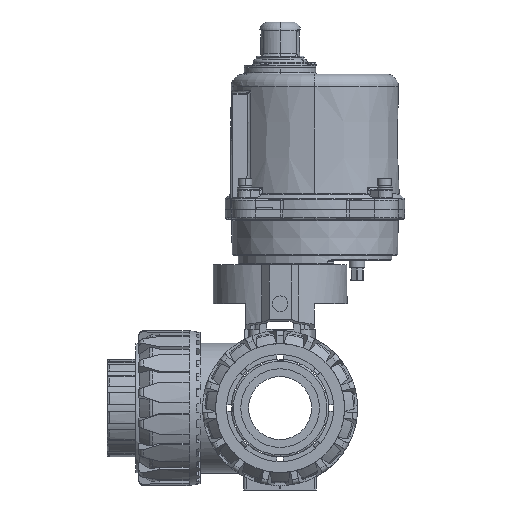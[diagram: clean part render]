
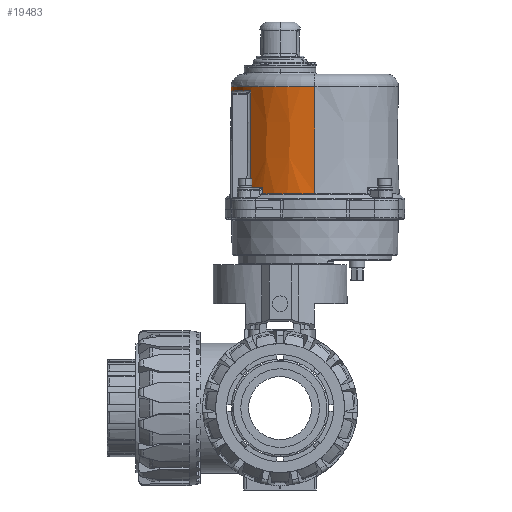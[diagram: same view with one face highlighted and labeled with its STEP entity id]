
A CAD part, front view. The second image highlights one B-rep face of the part: STEP entity #19483.
In plain terms, the highlighted conical face has half-angle 0.3 degrees and reference radius 53.499 mm.
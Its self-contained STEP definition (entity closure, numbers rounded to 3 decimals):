
#2546 = CARTESIAN_POINT ( 'NONE',  ( -31.012, -2.197, 201.492 ) ) ;
#3624 = CARTESIAN_POINT ( 'NONE',  ( 22.1, -53.499, 136.227 ) ) ;
#5322 = CARTESIAN_POINT ( 'NONE',  ( 22.1, -53.499, 136.227 ) ) ;
#5695 = CARTESIAN_POINT ( 'NONE',  ( -11.007, -42.003, 139.332 ) ) ;
#6278 = B_SPLINE_CURVE_WITH_KNOTS ( 'NONE', 3,
 ( #58385, #68993, #5695, #101396 ),
 .UNSPECIFIED., .F., .F.,
 ( 4, 4 ),
 ( 0., 1. ),
 .UNSPECIFIED. ) ;
#8432 = ORIENTED_EDGE ( 'NONE', *, *, #79681, .T. ) ;
#10582 = EDGE_CURVE ( 'NONE', #114425, #93736, #69664, .T. ) ;
#12363 = ORIENTED_EDGE ( 'NONE', *, *, #50823, .T. ) ;
#12615 = B_SPLINE_CURVE_WITH_KNOTS ( 'NONE', 3,
 ( #101433, #79238, #27917, #26129 ),
 .UNSPECIFIED., .F., .F.,
 ( 4, 4 ),
 ( 0., 1. ),
 .UNSPECIFIED. ) ;
#13331 = DIRECTION ( 'NONE',  ( 0., 1., 0. ) ) ;
#19483 = ADVANCED_FACE ( 'NONE', ( #101535 ), #68309, .T. ) ;
#20820 = EDGE_CURVE ( 'NONE', #35469, #24039, #126552, .T. ) ;
#21251 = ORIENTED_EDGE ( 'NONE', *, *, #120490, .T. ) ;
#21964 = CARTESIAN_POINT ( 'NONE',  ( -31.012, -2.197, 201.492 ) ) ;
#24039 = VERTEX_POINT ( 'NONE', #59215 ) ;
#24396 = VERTEX_POINT ( 'NONE', #3624 ) ;
#26066 = EDGE_CURVE ( 'NONE', #55676, #93736, #89451, .T. ) ;
#26129 = CARTESIAN_POINT ( 'NONE',  ( -18.74, -34.527, 139.995 ) ) ;
#27917 = CARTESIAN_POINT ( 'NONE',  ( -18.69, -34.424, 159.997 ) ) ;
#30229 = ORIENTED_EDGE ( 'NONE', *, *, #115443, .T. ) ;
#35469 = VERTEX_POINT ( 'NONE', #100452 ) ;
#35661 = DIRECTION ( 'NONE',  ( 0., 0., 1. ) ) ;
#41790 = CARTESIAN_POINT ( 'NONE',  ( -11.008, -41.999, 139.995 ) ) ;
#46807 = ORIENTED_EDGE ( 'NONE', *, *, #10582, .T. ) ;
#49080 = CARTESIAN_POINT ( 'NONE',  ( -11.007, -42.006, 139. ) ) ;
#49151 = CARTESIAN_POINT ( 'NONE',  ( -18.587, -34.213, 200.995 ) ) ;
#50823 = EDGE_CURVE ( 'NONE', #111486, #71567, #82529, .T. ) ;
#50937 = CARTESIAN_POINT ( 'NONE',  ( -18.585, -34.211, 201.492 ) ) ;
#51900 = AXIS2_PLACEMENT_3D ( 'NONE', #112602, #80224, #113038 ) ;
#52965 = CARTESIAN_POINT ( 'NONE',  ( -31.012, -2.077, 202.417 ) ) ;
#53348 = ORIENTED_EDGE ( 'NONE', *, *, #97344, .F. ) ;
#55676 = VERTEX_POINT ( 'NONE', #2546 ) ;
#55851 = DIRECTION ( 'NONE',  ( 0., 0., -1. ) ) ;
#58224 = CARTESIAN_POINT ( 'NONE',  ( 22.1, 0., 201.492 ) ) ;
#58385 = CARTESIAN_POINT ( 'NONE',  ( -11.008, -41.999, 139.995 ) ) ;
#59215 = CARTESIAN_POINT ( 'NONE',  ( -11.006, -42.025, 136.227 ) ) ;
#61582 = AXIS2_PLACEMENT_3D ( 'NONE', #112303, #135493, #133676 ) ;
#64296 = CARTESIAN_POINT ( 'NONE',  ( -18.589, -34.218, 200. ) ) ;
#64457 = CARTESIAN_POINT ( 'NONE',  ( -31.012, -1.958, 203.267 ) ) ;
#68309 = CONICAL_SURFACE ( 'NONE', #133298, 53.499, 0.005 ) ;
#68442 = CARTESIAN_POINT ( 'NONE',  ( -11.006, -42.025, 136.227 ) ) ;
#68993 = CARTESIAN_POINT ( 'NONE',  ( -11.008, -42.001, 139.663 ) ) ;
#69362 = CARTESIAN_POINT ( 'NONE',  ( -11.007, -42.018, 137.151 ) ) ;
#69664 = CIRCLE ( 'NONE', #61582, 53.144 ) ;
#71567 = VERTEX_POINT ( 'NONE', #64296 ) ;
#75104 = CARTESIAN_POINT ( 'NONE',  ( -31.012, -1.838, 204.042 ) ) ;
#75680 = CIRCLE ( 'NONE', #77740, 53.499 ) ;
#77740 = AXIS2_PLACEMENT_3D ( 'NONE', #106113, #95072, #116789 ) ;
#79238 = CARTESIAN_POINT ( 'NONE',  ( -18.64, -34.321, 179.998 ) ) ;
#79681 = EDGE_CURVE ( 'NONE', #96083, #129377, #134291, .T. ) ;
#80224 = DIRECTION ( 'NONE',  ( 0., 0., 1. ) ) ;
#82529 = B_SPLINE_CURVE_WITH_KNOTS ( 'NONE', 3,
 ( #50937, #49151, #135643, #91215 ),
 .UNSPECIFIED., .F., .F.,
 ( 4, 4 ),
 ( 0., 1. ),
 .UNSPECIFIED. ) ;
#82734 = EDGE_LOOP ( 'NONE', ( #53348, #46807, #129431, #21251, #12363, #30229, #8432, #116165, #132962, #108938 ) ) ;
#88658 = CARTESIAN_POINT ( 'NONE',  ( 22.1, 0., 136.227 ) ) ;
#89451 = B_SPLINE_CURVE_WITH_KNOTS ( 'NONE', 3,
 ( #21964, #52965, #64457, #75104 ),
 .UNSPECIFIED., .F., .F.,
 ( 4, 4 ),
 ( -1., 0. ),
 .UNSPECIFIED. ) ;
#91215 = CARTESIAN_POINT ( 'NONE',  ( -18.589, -34.218, 200. ) ) ;
#93736 = VERTEX_POINT ( 'NONE', #107609 ) ;
#95072 = DIRECTION ( 'NONE',  ( 0., 0., 1. ) ) ;
#96083 = VERTEX_POINT ( 'NONE', #124342 ) ;
#97344 = EDGE_CURVE ( 'NONE', #114425, #24396, #99711, .T. ) ;
#99711 = LINE ( 'NONE', #5322, #129590 ) ;
#100427 = CARTESIAN_POINT ( 'NONE',  ( -11.007, -42.012, 138.076 ) ) ;
#100452 = CARTESIAN_POINT ( 'NONE',  ( -11.007, -42.006, 139. ) ) ;
#101396 = CARTESIAN_POINT ( 'NONE',  ( -11.007, -42.006, 139. ) ) ;
#101433 = CARTESIAN_POINT ( 'NONE',  ( -18.589, -34.218, 200. ) ) ;
#101535 = FACE_OUTER_BOUND ( 'NONE', #82734, .T. ) ;
#102072 = CARTESIAN_POINT ( 'NONE',  ( -18.585, -34.211, 201.492 ) ) ;
#103019 = EDGE_CURVE ( 'NONE', #129377, #35469, #6278, .T. ) ;
#106113 = CARTESIAN_POINT ( 'NONE',  ( 22.1, 0., 136.227 ) ) ;
#107609 = CARTESIAN_POINT ( 'NONE',  ( -31.012, -1.838, 204.042 ) ) ;
#108938 = ORIENTED_EDGE ( 'NONE', *, *, #117675, .T. ) ;
#111486 = VERTEX_POINT ( 'NONE', #102072 ) ;
#112303 = CARTESIAN_POINT ( 'NONE',  ( 22.1, 0., 204.042 ) ) ;
#112602 = CARTESIAN_POINT ( 'NONE',  ( 22.1, 0., 139.995 ) ) ;
#113038 = DIRECTION ( 'NONE',  ( 0., 1., 0. ) ) ;
#114425 = VERTEX_POINT ( 'NONE', #123494 ) ;
#115443 = EDGE_CURVE ( 'NONE', #71567, #96083, #12615, .T. ) ;
#116165 = ORIENTED_EDGE ( 'NONE', *, *, #103019, .T. ) ;
#116789 = DIRECTION ( 'NONE',  ( 0., 1., 0. ) ) ;
#117675 = EDGE_CURVE ( 'NONE', #24039, #24396, #75680, .T. ) ;
#118932 = AXIS2_PLACEMENT_3D ( 'NONE', #58224, #35661, #121656 ) ;
#120490 = EDGE_CURVE ( 'NONE', #55676, #111486, #123305, .T. ) ;
#121656 = DIRECTION ( 'NONE',  ( 0., -1., 0. ) ) ;
#122804 = DIRECTION ( 'NONE',  ( 0., -0.005, -1. ) ) ;
#123305 = CIRCLE ( 'NONE', #118932, 53.157 ) ;
#123494 = CARTESIAN_POINT ( 'NONE',  ( 22.1, -53.144, 204.042 ) ) ;
#124342 = CARTESIAN_POINT ( 'NONE',  ( -18.74, -34.527, 139.995 ) ) ;
#126552 = B_SPLINE_CURVE_WITH_KNOTS ( 'NONE', 3,
 ( #49080, #100427, #69362, #68442 ),
 .UNSPECIFIED., .F., .F.,
 ( 4, 4 ),
 ( 0., 1. ),
 .UNSPECIFIED. ) ;
#129377 = VERTEX_POINT ( 'NONE', #41790 ) ;
#129431 = ORIENTED_EDGE ( 'NONE', *, *, #26066, .F. ) ;
#129590 = VECTOR ( 'NONE', #122804, 1000. ) ;
#132962 = ORIENTED_EDGE ( 'NONE', *, *, #20820, .T. ) ;
#133298 = AXIS2_PLACEMENT_3D ( 'NONE', #88658, #55851, #13331 ) ;
#133676 = DIRECTION ( 'NONE',  ( 0., 1., 0. ) ) ;
#134291 = CIRCLE ( 'NONE', #51900, 53.479 ) ;
#135493 = DIRECTION ( 'NONE',  ( 0., 0., -1. ) ) ;
#135643 = CARTESIAN_POINT ( 'NONE',  ( -18.588, -34.216, 200.497 ) ) ;
